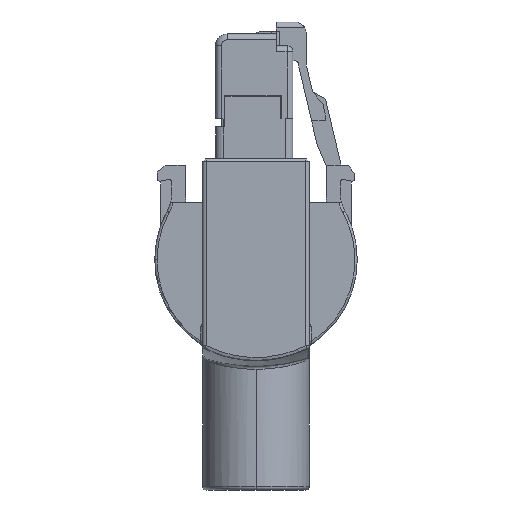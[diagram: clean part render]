
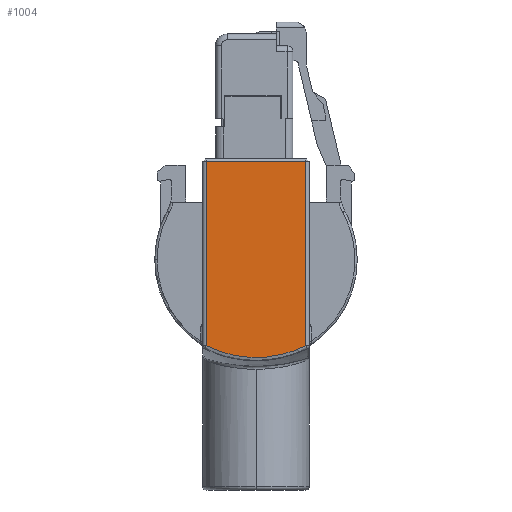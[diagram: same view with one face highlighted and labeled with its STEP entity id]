
A CAD part, left-side view. The second image highlights one B-rep face of the part: STEP entity #1004.
In plain terms, the highlighted planar face has unit normal (-1, 0, 0).
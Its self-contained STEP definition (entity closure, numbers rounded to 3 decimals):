
#389 = LINE ( 'NONE', #7335, #2016 ) ;
#433 = CARTESIAN_POINT ( 'NONE',  ( -7.1, -4.4, -26.569 ) ) ;
#511 = LINE ( 'NONE', #10244, #7551 ) ;
#648 = EDGE_CURVE ( 'NONE', #6254, #2599, #9597, .T. ) ;
#975 = CARTESIAN_POINT ( 'NONE',  ( -7.1, 2.751, -27.151 ) ) ;
#1004 = ADVANCED_FACE ( 'NONE', ( #12233 ), #3591, .F. ) ;
#1378 = CARTESIAN_POINT ( 'NONE',  ( -7.1, -3.047, -27.153 ) ) ;
#1718 = DIRECTION ( 'NONE',  ( 1., 0., 0. ) ) ;
#1753 = DIRECTION ( 'NONE',  ( 0., 0., -1. ) ) ;
#1881 = CARTESIAN_POINT ( 'NONE',  ( -7.1, 4.1, -26.494 ) ) ;
#1936 = CARTESIAN_POINT ( 'NONE',  ( -7.1, 1.683, -27.405 ) ) ;
#2016 = VECTOR ( 'NONE', #7294, 1000. ) ;
#2353 = CARTESIAN_POINT ( 'NONE',  ( -7.1, -1.604, -27.472 ) ) ;
#2599 = VERTEX_POINT ( 'NONE', #6130 ) ;
#2902 = CARTESIAN_POINT ( 'NONE',  ( -7.1, 0.219, -27.577 ) ) ;
#3077 = EDGE_CURVE ( 'NONE', #3386, #6254, #9779, .T. ) ;
#3386 = VERTEX_POINT ( 'NONE', #6635 ) ;
#3591 = PLANE ( 'NONE',  #7311 ) ;
#3973 = EDGE_LOOP ( 'NONE', ( #4292, #9773, #7255, #5280 ) ) ;
#4292 = ORIENTED_EDGE ( 'NONE', *, *, #4351, .T. ) ;
#4351 = EDGE_CURVE ( 'NONE', #2599, #8790, #389, .T. ) ;
#4577 = CARTESIAN_POINT ( 'NONE',  ( -7.1, -4.7, -28.769 ) ) ;
#5280 = ORIENTED_EDGE ( 'NONE', *, *, #648, .T. ) ;
#6130 = CARTESIAN_POINT ( 'NONE',  ( -7.1, -4.4, -26.569 ) ) ;
#6254 = VERTEX_POINT ( 'NONE', #11596 ) ;
#6635 = CARTESIAN_POINT ( 'NONE',  ( -7.1, 4.1, -10.869 ) ) ;
#6702 = CARTESIAN_POINT ( 'NONE',  ( -7.1, 3.438, -26.901 ) ) ;
#7094 = CARTESIAN_POINT ( 'NONE',  ( -7.1, -3.738, -26.901 ) ) ;
#7255 = ORIENTED_EDGE ( 'NONE', *, *, #3077, .T. ) ;
#7294 = DIRECTION ( 'NONE',  ( 0., 0., 1. ) ) ;
#7311 = AXIS2_PLACEMENT_3D ( 'NONE', #4577, #1718, #8376 ) ;
#7335 = CARTESIAN_POINT ( 'NONE',  ( -7.1, -4.4, -28.769 ) ) ;
#7551 = VECTOR ( 'NONE', #9303, 1000. ) ;
#7568 = CARTESIAN_POINT ( 'NONE',  ( -7.1, 4.1, -26.569 ) ) ;
#7638 = CARTESIAN_POINT ( 'NONE',  ( -7.1, 0.585, -27.556 ) ) ;
#7641 = EDGE_CURVE ( 'NONE', #8790, #3386, #511, .T. ) ;
#8046 = CARTESIAN_POINT ( 'NONE',  ( -7.1, -1.969, -27.408 ) ) ;
#8376 = DIRECTION ( 'NONE',  ( 0., 0., 1. ) ) ;
#8563 = CARTESIAN_POINT ( 'NONE',  ( -7.1, 1.319, -27.47 ) ) ;
#8790 = VERTEX_POINT ( 'NONE', #11734 ) ;
#8913 = VECTOR ( 'NONE', #1753, 1000. ) ;
#8977 = CARTESIAN_POINT ( 'NONE',  ( -7.1, -0.877, -27.557 ) ) ;
#9303 = DIRECTION ( 'NONE',  ( 0., 1., 0. ) ) ;
#9506 = CARTESIAN_POINT ( 'NONE',  ( -7.1, -0.512, -27.578 ) ) ;
#9597 = B_SPLINE_CURVE_WITH_KNOTS ( 'NONE', 3,
 ( #7568, #6702, #975, #1936, #8563, #7638, #2902, #9506, #8977, #2353, #8046, #1378, #7094, #433 ),
 .UNSPECIFIED., .F., .F.,
 ( 4, 2, 2, 2, 2, 2, 4 ),
 ( 0., 0.002, 0.003, 0.004, 0.005, 0.007, 0.009 ),
 .UNSPECIFIED. ) ;
#9773 = ORIENTED_EDGE ( 'NONE', *, *, #7641, .T. ) ;
#9779 = LINE ( 'NONE', #1881, #8913 ) ;
#10244 = CARTESIAN_POINT ( 'NONE',  ( -7.1, 4.1, -10.869 ) ) ;
#11596 = CARTESIAN_POINT ( 'NONE',  ( -7.1, 4.1, -26.569 ) ) ;
#11734 = CARTESIAN_POINT ( 'NONE',  ( -7.1, -4.4, -10.869 ) ) ;
#12233 = FACE_OUTER_BOUND ( 'NONE', #3973, .T. ) ;
